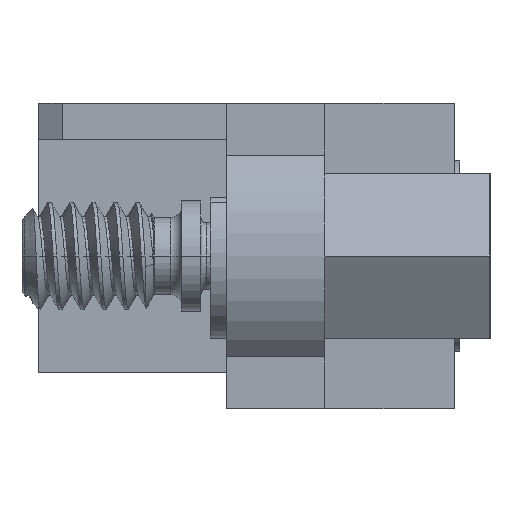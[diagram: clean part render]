
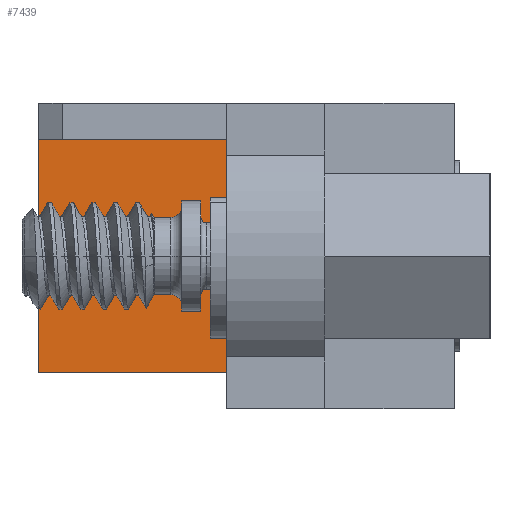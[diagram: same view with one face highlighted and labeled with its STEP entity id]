
A CAD part, left-side view. The second image highlights one B-rep face of the part: STEP entity #7439.
In plain terms, the highlighted planar face has unit normal (-1, 0, 0).
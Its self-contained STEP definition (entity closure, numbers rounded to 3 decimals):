
#333=DIRECTION('',(0.,0.,-1.));
#334=VECTOR('',#333,4.23);
#335=CARTESIAN_POINT('',(-10.27,0.,2.115));
#336=LINE('',#335,#334);
#3578=DIRECTION('',(0.,0.,-1.));
#3579=VECTOR('',#3578,4.23);
#3580=CARTESIAN_POINT('',(-10.27,-3.42,2.115));
#3581=LINE('',#3580,#3579);
#3585=DIRECTION('',(0.,-1.,0.));
#3586=VECTOR('',#3585,3.42);
#3587=CARTESIAN_POINT('',(-10.27,0.,2.115));
#3588=LINE('',#3587,#3586);
#3613=DIRECTION('',(0.,-1.,0.));
#3614=VECTOR('',#3613,3.42);
#3615=CARTESIAN_POINT('',(-10.27,0.,-2.115));
#3616=LINE('',#3615,#3614);
#3694=CARTESIAN_POINT('',(-10.27,0.,2.115));
#3695=CARTESIAN_POINT('',(-10.27,0.,-2.115));
#3696=VERTEX_POINT('',#3694);
#3697=VERTEX_POINT('',#3695);
#3722=CARTESIAN_POINT('',(-10.27,-3.42,2.115));
#3723=CARTESIAN_POINT('',(-10.27,-3.42,-2.115));
#3724=VERTEX_POINT('',#3722);
#3725=VERTEX_POINT('',#3723);
#7427=CARTESIAN_POINT('',(-10.27,0.,2.115));
#7428=DIRECTION('',(-1.,0.,0.));
#7429=DIRECTION('',(0.,0.,-1.));
#7430=AXIS2_PLACEMENT_3D('',#7427,#7428,#7429);
#7431=PLANE('',#7430);
#7432=ORIENTED_EDGE('',*,*,#7205,.T.);
#7434=ORIENTED_EDGE('',*,*,#7433,.F.);
#7435=ORIENTED_EDGE('',*,*,#4305,.F.);
#7436=ORIENTED_EDGE('',*,*,#7379,.T.);
#7437=EDGE_LOOP('',(#7432,#7434,#7435,#7436));
#7438=FACE_OUTER_BOUND('',#7437,.F.);
#4305=EDGE_CURVE('',#3696,#3697,#336,.T.);
#7205=EDGE_CURVE('',#3724,#3725,#3581,.T.);
#7379=EDGE_CURVE('',#3696,#3724,#3588,.T.);
#7433=EDGE_CURVE('',#3697,#3725,#3616,.T.);
#7439=ADVANCED_FACE('',(#7438),#7431,.T.);
